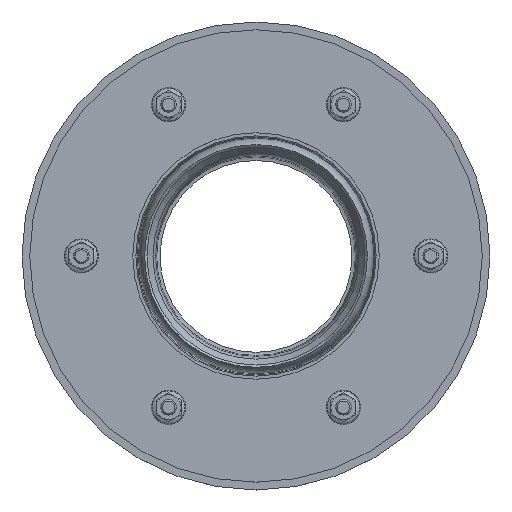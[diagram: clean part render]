
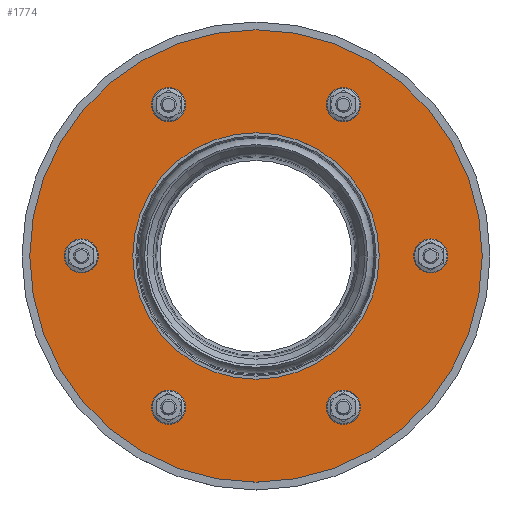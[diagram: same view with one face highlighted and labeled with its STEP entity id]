
A CAD part, top view. The second image highlights one B-rep face of the part: STEP entity #1774.
In plain terms, the highlighted planar face has unit normal (0, 0, 1).
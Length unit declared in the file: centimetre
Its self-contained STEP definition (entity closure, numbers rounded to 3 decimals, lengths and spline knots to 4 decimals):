
#230=FACE_BOUND('',#475,.T.);
#231=FACE_BOUND('',#476,.T.);
#232=FACE_BOUND('',#477,.T.);
#233=FACE_BOUND('',#478,.T.);
#234=FACE_BOUND('',#479,.T.);
#235=FACE_BOUND('',#480,.T.);
#236=FACE_BOUND('',#481,.T.);
#340=FACE_OUTER_BOUND('',#474,.T.);
#474=EDGE_LOOP('',(#1504));
#475=EDGE_LOOP('',(#1505));
#476=EDGE_LOOP('',(#1506));
#477=EDGE_LOOP('',(#1507));
#478=EDGE_LOOP('',(#1508));
#479=EDGE_LOOP('',(#1509));
#480=EDGE_LOOP('',(#1510));
#481=EDGE_LOOP('',(#1511));
#625=CIRCLE('',#2186,7.);
#626=CIRCLE('',#2188,7.);
#627=CIRCLE('',#2190,7.);
#628=CIRCLE('',#2192,79.);
#629=CIRCLE('',#2194,7.);
#630=CIRCLE('',#2196,7.);
#631=CIRCLE('',#2198,7.);
#632=CIRCLE('',#2200,145.);
#799=VERTEX_POINT('',#3426);
#800=VERTEX_POINT('',#3430);
#801=VERTEX_POINT('',#3434);
#802=VERTEX_POINT('',#3438);
#803=VERTEX_POINT('',#3442);
#804=VERTEX_POINT('',#3446);
#805=VERTEX_POINT('',#3450);
#806=VERTEX_POINT('',#3454);
#1034=EDGE_CURVE('',#799,#799,#625,.T.);
#1036=EDGE_CURVE('',#800,#800,#626,.T.);
#1038=EDGE_CURVE('',#801,#801,#627,.T.);
#1040=EDGE_CURVE('',#802,#802,#628,.T.);
#1042=EDGE_CURVE('',#803,#803,#629,.T.);
#1044=EDGE_CURVE('',#804,#804,#630,.T.);
#1046=EDGE_CURVE('',#805,#805,#631,.T.);
#1048=EDGE_CURVE('',#806,#806,#632,.T.);
#1504=ORIENTED_EDGE('',*,*,#1048,.T.);
#1505=ORIENTED_EDGE('',*,*,#1046,.T.);
#1506=ORIENTED_EDGE('',*,*,#1044,.T.);
#1507=ORIENTED_EDGE('',*,*,#1042,.T.);
#1508=ORIENTED_EDGE('',*,*,#1040,.T.);
#1509=ORIENTED_EDGE('',*,*,#1038,.T.);
#1510=ORIENTED_EDGE('',*,*,#1036,.T.);
#1511=ORIENTED_EDGE('',*,*,#1034,.T.);
#1682=PLANE('',#2201);
#1774=ADVANCED_FACE('',(#340,#230,#231,#232,#233,#234,#235,#236),#1682,
 .T.);
#2186=AXIS2_PLACEMENT_3D('',#3427,#2748,#2749);
#2188=AXIS2_PLACEMENT_3D('',#3431,#2753,#2754);
#2190=AXIS2_PLACEMENT_3D('',#3435,#2758,#2759);
#2192=AXIS2_PLACEMENT_3D('',#3439,#2763,#2764);
#2194=AXIS2_PLACEMENT_3D('',#3443,#2768,#2769);
#2196=AXIS2_PLACEMENT_3D('',#3447,#2773,#2774);
#2198=AXIS2_PLACEMENT_3D('',#3451,#2778,#2779);
#2200=AXIS2_PLACEMENT_3D('',#3455,#2783,#2784);
#2201=AXIS2_PLACEMENT_3D('',#3457,#2786,#2787);
#2748=DIRECTION('center_axis',(0.,0.,-1.));
#2749=DIRECTION('ref_axis',(0.,-1.,0.));
#2753=DIRECTION('center_axis',(0.,0.,-1.));
#2754=DIRECTION('ref_axis',(0.,-1.,0.));
#2758=DIRECTION('center_axis',(0.,0.,-1.));
#2759=DIRECTION('ref_axis',(0.,-1.,0.));
#2763=DIRECTION('center_axis',(0.,0.,-1.));
#2764=DIRECTION('ref_axis',(0.,-1.,0.));
#2768=DIRECTION('center_axis',(0.,0.,-1.));
#2769=DIRECTION('ref_axis',(0.,1.,0.));
#2773=DIRECTION('center_axis',(0.,0.,-1.));
#2774=DIRECTION('ref_axis',(0.,-1.,0.));
#2778=DIRECTION('center_axis',(0.,0.,-1.));
#2779=DIRECTION('ref_axis',(0.,-1.,0.));
#2783=DIRECTION('center_axis',(0.,0.,1.));
#2784=DIRECTION('ref_axis',(0.,-1.,0.));
#2786=DIRECTION('center_axis',(0.,0.,1.));
#2787=DIRECTION('ref_axis',(0.,-1.,0.));
#3426=CARTESIAN_POINT('',(-112.,7.,87.));
#3427=CARTESIAN_POINT('Origin',(-112.,0.,87.));
#3430=CARTESIAN_POINT('',(-56.,-89.9948,87.));
#3431=CARTESIAN_POINT('Origin',(-56.,-96.9948,87.));
#3434=CARTESIAN_POINT('',(56.,-89.9948,87.));
#3435=CARTESIAN_POINT('Origin',(56.,-96.9948,87.));
#3438=CARTESIAN_POINT('',(0.,79.,87.));
#3439=CARTESIAN_POINT('Origin',(0.,0.,87.));
#3442=CARTESIAN_POINT('',(112.,-7.,87.));
#3443=CARTESIAN_POINT('Origin',(112.,0.,87.));
#3446=CARTESIAN_POINT('',(56.,103.9948,87.));
#3447=CARTESIAN_POINT('Origin',(56.,96.9948,87.));
#3450=CARTESIAN_POINT('',(-56.,103.9948,87.));
#3451=CARTESIAN_POINT('Origin',(-56.,96.9948,87.));
#3454=CARTESIAN_POINT('',(0.,-145.,87.));
#3455=CARTESIAN_POINT('Origin',(0.,0.,87.));
#3457=CARTESIAN_POINT('Origin',(0.,0.,
87.));
